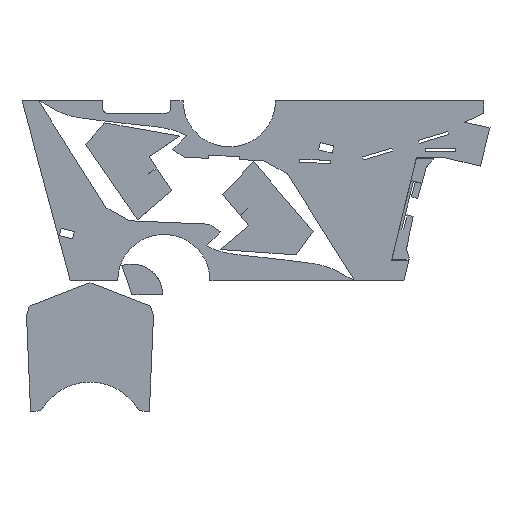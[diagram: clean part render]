
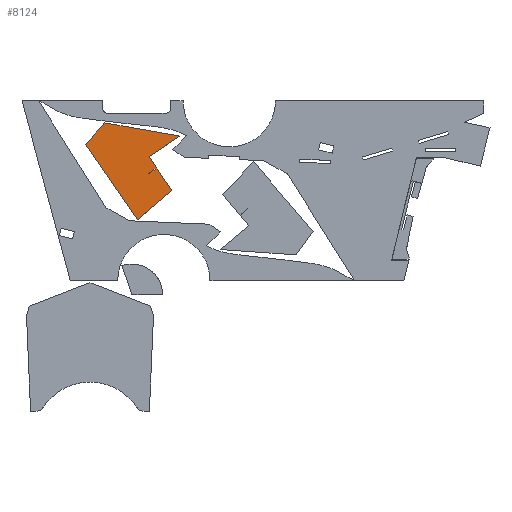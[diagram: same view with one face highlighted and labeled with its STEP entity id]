
A CAD part, top view. The second image highlights one B-rep face of the part: STEP entity #8124.
In plain terms, the highlighted planar face has unit normal (0, 0, 1).
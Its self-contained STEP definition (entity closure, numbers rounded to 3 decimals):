
#7811 = VERTEX_POINT('',#7812);
#7812 = CARTESIAN_POINT('',(363.49,-162.788,5.));
#7818 = EDGE_CURVE('',#7811,#7819,#7821,.T.);
#7819 = VERTEX_POINT('',#7820);
#7820 = CARTESIAN_POINT('',(241.852,-141.269,5.));
#7821 = B_SPLINE_CURVE_WITH_KNOTS('',1,(#7822,#7823),.UNSPECIFIED.,.F.,
  .F.,(2,2),(0.,350.154),.PIECEWISE_BEZIER_KNOTS.);
#7822 = CARTESIAN_POINT('',(363.49,-162.788,5.));
#7823 = CARTESIAN_POINT('',(241.852,-141.269,5.));
#7848 = EDGE_CURVE('',#7811,#7849,#7851,.T.);
#7849 = VERTEX_POINT('',#7850);
#7850 = CARTESIAN_POINT('',(313.713,-196.302,5.));
#7851 = B_SPLINE_CURVE_WITH_KNOTS('',1,(#7852,#7853),.UNSPECIFIED.,.F.,
  .F.,(2,2),(0.,170.101),.PIECEWISE_BEZIER_KNOTS.);
#7852 = CARTESIAN_POINT('',(363.49,-162.788,5.));
#7853 = CARTESIAN_POINT('',(313.713,-196.302,5.));
#7878 = EDGE_CURVE('',#7849,#7879,#7881,.T.);
#7879 = VERTEX_POINT('',#7880);
#7880 = CARTESIAN_POINT('',(350.895,-251.512,5.));
#7881 = B_SPLINE_CURVE_WITH_KNOTS('',1,(#7882,#7883),.UNSPECIFIED.,.F.,
  .F.,(2,2),(0.,188.683),.PIECEWISE_BEZIER_KNOTS.);
#7882 = CARTESIAN_POINT('',(313.713,-196.302,5.));
#7883 = CARTESIAN_POINT('',(350.895,-251.512,5.));
#7910 = VERTEX_POINT('',#7911);
#7911 = CARTESIAN_POINT('',(294.839,-299.172,5.));
#7917 = EDGE_CURVE('',#7910,#7879,#7918,.T.);
#7918 = B_SPLINE_CURVE_WITH_KNOTS('',1,(#7919,#7920),.UNSPECIFIED.,.F.,
  .F.,(2,2),(0.,208.569),.PIECEWISE_BEZIER_KNOTS.);
#7919 = CARTESIAN_POINT('',(294.839,-299.172,5.));
#7920 = CARTESIAN_POINT('',(350.895,-251.512,5.));
#7940 = VERTEX_POINT('',#7941);
#7941 = CARTESIAN_POINT('',(210.56,-176.017,5.));
#7947 = EDGE_CURVE('',#7940,#7910,#7948,.T.);
#7948 = B_SPLINE_CURVE_WITH_KNOTS('',1,(#7949,#7950),.UNSPECIFIED.,.F.,
  .F.,(2,2),(0.,423.018),.PIECEWISE_BEZIER_KNOTS.);
#7949 = CARTESIAN_POINT('',(210.56,-176.017,5.));
#7950 = CARTESIAN_POINT('',(294.839,-299.172,5.));
#7968 = EDGE_CURVE('',#7819,#7940,#7969,.T.);
#7969 = B_SPLINE_CURVE_WITH_KNOTS('',1,(#7970,#7971),.UNSPECIFIED.,.F.,
  .F.,(2,2),(0.,132.552),.PIECEWISE_BEZIER_KNOTS.);
#7970 = CARTESIAN_POINT('',(241.852,-141.269,5.));
#7971 = CARTESIAN_POINT('',(210.56,-176.017,5.));
#7991 = VERTEX_POINT('',#7992);
#7992 = CARTESIAN_POINT('',(323.661,-216.446,5.));
#7998 = EDGE_CURVE('',#7991,#7999,#8001,.T.);
#7999 = VERTEX_POINT('',#8000);
#8000 = CARTESIAN_POINT('',(312.443,-223.995,5.));
#8001 = B_SPLINE_CURVE_WITH_KNOTS('',1,(#8002,#8003),.UNSPECIFIED.,.F.,
  .F.,(2,2),(0.,38.33),.PIECEWISE_BEZIER_KNOTS.);
#8002 = CARTESIAN_POINT('',(323.661,-216.446,5.));
#8003 = CARTESIAN_POINT('',(312.443,-223.995,5.));
#8028 = EDGE_CURVE('',#7999,#8029,#8031,.T.);
#8029 = VERTEX_POINT('',#8030);
#8030 = CARTESIAN_POINT('',(312.725,-224.383,5.));
#8031 = B_SPLINE_CURVE_WITH_KNOTS('',1,(#8032,#8033),.UNSPECIFIED.,.F.,
  .F.,(2,2),(0.,1.36),.PIECEWISE_BEZIER_KNOTS.);
#8032 = CARTESIAN_POINT('',(312.443,-223.995,5.));
#8033 = CARTESIAN_POINT('',(312.725,-224.383,5.));
#8058 = EDGE_CURVE('',#8029,#8059,#8061,.T.);
#8059 = VERTEX_POINT('',#8060);
#8060 = CARTESIAN_POINT('',(323.908,-216.869,5.));
#8061 = B_SPLINE_CURVE_WITH_KNOTS('',1,(#8062,#8063),.UNSPECIFIED.,.F.,
  .F.,(2,2),(0.,38.191),.PIECEWISE_BEZIER_KNOTS.);
#8062 = CARTESIAN_POINT('',(312.725,-224.383,5.));
#8063 = CARTESIAN_POINT('',(323.908,-216.869,5.));
#8088 = EDGE_CURVE('',#8059,#7991,#8089,.T.);
#8089 = B_SPLINE_CURVE_WITH_KNOTS('',1,(#8090,#8091),.UNSPECIFIED.,.F.,
  .F.,(2,2),(0.,1.389),.PIECEWISE_BEZIER_KNOTS.);
#8090 = CARTESIAN_POINT('',(323.908,-216.869,5.));
#8091 = CARTESIAN_POINT('',(323.661,-216.446,5.));
#8124 = ADVANCED_FACE('',(#8125,#8133),#8139,.F.);
#8125 = FACE_BOUND('',#8126,.F.);
#8126 = EDGE_LOOP('',(#8127,#8128,#8129,#8130,#8131,#8132));
#8127 = ORIENTED_EDGE('',*,*,#7818,.F.);
#8128 = ORIENTED_EDGE('',*,*,#7848,.T.);
#8129 = ORIENTED_EDGE('',*,*,#7878,.T.);
#8130 = ORIENTED_EDGE('',*,*,#7917,.F.);
#8131 = ORIENTED_EDGE('',*,*,#7947,.F.);
#8132 = ORIENTED_EDGE('',*,*,#7968,.F.);
#8133 = FACE_BOUND('',#8134,.F.);
#8134 = EDGE_LOOP('',(#8135,#8136,#8137,#8138));
#8135 = ORIENTED_EDGE('',*,*,#7998,.T.);
#8136 = ORIENTED_EDGE('',*,*,#8028,.T.);
#8137 = ORIENTED_EDGE('',*,*,#8058,.T.);
#8138 = ORIENTED_EDGE('',*,*,#8088,.T.);
#8139 = PLANE('',#8140);
#8140 = AXIS2_PLACEMENT_3D('',#8141,#8142,#8143);
#8141 = CARTESIAN_POINT('',(292.245,-207.039,5.));
#8142 = DIRECTION('',(-0.,-0.,-1.));
#8143 = DIRECTION('',(-1.,0.,0.));
